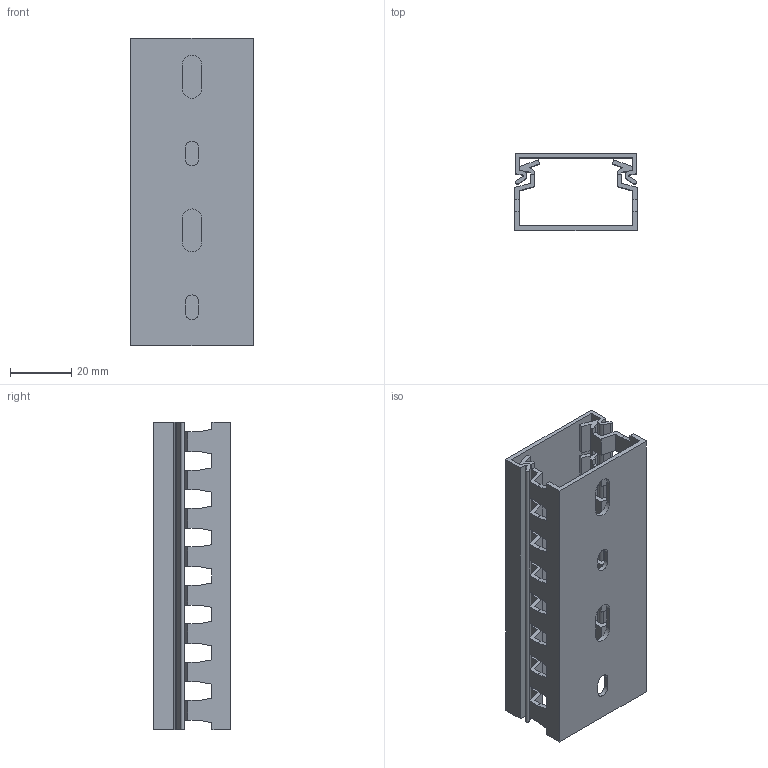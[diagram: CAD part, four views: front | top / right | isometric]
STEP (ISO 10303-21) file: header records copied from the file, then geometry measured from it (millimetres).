
FILE_DESCRIPTION((''),'2;1');
FILE_NAME('HA725040_ASM','2022-04-08T09:01:37',('pfeiferc'),(''),'CREO PARAMETRIC BY PTC INC, 2021184','CREO PARAMETRIC BY PTC INC, 2021184','');
FILE_SCHEMA(('AUTOMOTIVE_DESIGN { 1 0 10303 214 1 1 1 1 }'));
Length unit declared in the file: millimetre
Products named in the file (3): PROXY_01401-M; PROXY_01402-M; HA725040_ASM
Assembly tree (2 placements, depth 2):
  HA725040_ASM
    PROXY_01401-M
    PROXY_01402-M
Bounding box: 40 x 25 x 100 mm (x, y, z)
Volume: 20167.7 mm3; surface area: 30739.3 mm2
Topology: 2 solids, 2 shells, 352 faces, 1044 edges, 696 vertices
Faces by surface type: plane 322, cylinder 30
Entity records: 13477 total; most frequent: CARTESIAN_POINT 2225, ORIENTED_EDGE 2088, DIRECTION 2001, EDGE_CURVE 1044, VECTOR 988, LINE 988, VERTEX_POINT 696, AXIS2_PLACEMENT_3D 490
